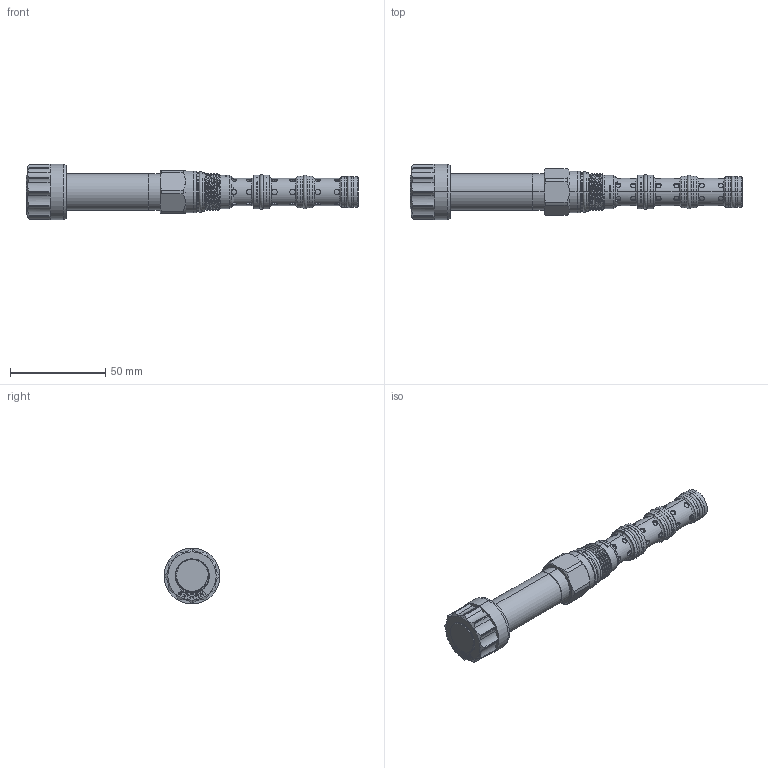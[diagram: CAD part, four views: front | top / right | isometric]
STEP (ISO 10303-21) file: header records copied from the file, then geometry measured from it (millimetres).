
FILE_DESCRIPTION (( 'STEP AP203' ), '1' );
FILE_NAME ('ES31A4D34AN04.STEP', '2024-10-29T03:06:50', ( '' ), ( '' ), 'SwSTEP 2.0', 'SolidWorks 2018', '' );
FILE_SCHEMA (( 'CONFIG_CONTROL_DESIGN' ));
Length unit declared in the file: millimetre
Products named in the file (1): ES31A4D34AN04
Bounding box: 174.41 x 29.2 x 29.2 mm (x, y, z)
Volume: 51435.8 mm3; surface area: 14370.6 mm2
Topology: 1 solids, 1 shells, 471 faces, 1151 edges, 741 vertices
Faces by surface type: cylinder 266, plane 125, cone 44, torus 22, bspline 14
Entity records: 20274 total; most frequent: CARTESIAN_POINT 9500, ORIENTED_EDGE 2302, DIRECTION 2104, EDGE_CURVE 1151, AXIS2_PLACEMENT_3D 819, VERTEX_POINT 741, EDGE_LOOP 530, ADVANCED_FACE 471
